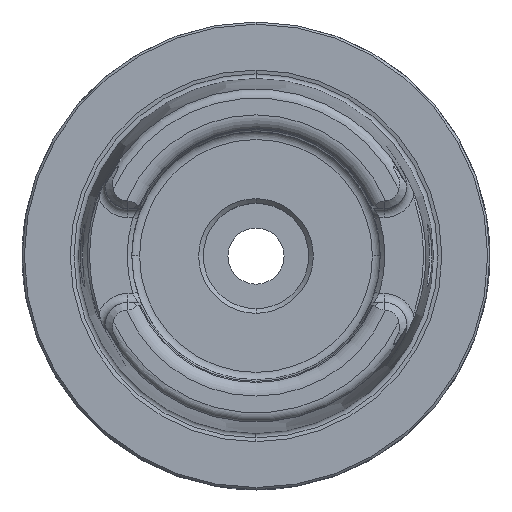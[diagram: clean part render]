
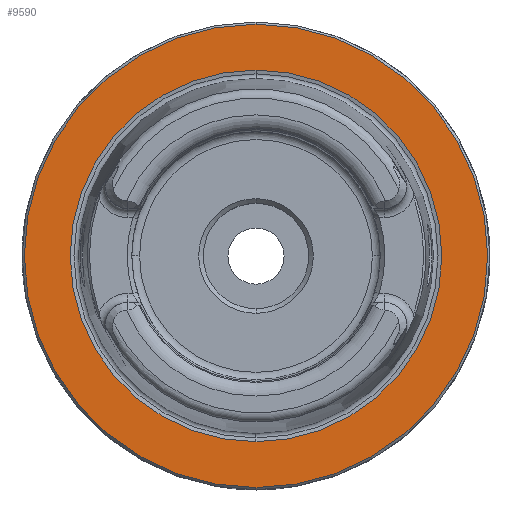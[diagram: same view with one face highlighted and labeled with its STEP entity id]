
A CAD part, top view. The second image highlights one B-rep face of the part: STEP entity #9590.
In plain terms, the highlighted planar face has unit normal (0, 0, 1).
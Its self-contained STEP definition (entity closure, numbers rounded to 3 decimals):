
#5770=EDGE_CURVE('NONE',#6644,#13642,#15985,.T.);
#6644=VERTEX_POINT('NONE',#16944);
#7426=EDGE_CURVE('NONE',#9720,#7700,#17803,.F.);
#7700=VERTEX_POINT('NONE',#18097);
#8664=EDGE_CURVE('NONE',#13642,#6644,#19145,.T.);
#8850=EDGE_CURVE('NONE',#7700,#9720,#19351,.T.);
#9590=ADVANCED_FACE('NONE',(#20149,#20150),#20151,.F.);
#9720=VERTEX_POINT('NONE',#20296);
#13642=VERTEX_POINT('NONE',#24570);
#15985=CIRCLE('',#27983,49.495);
#16944=CARTESIAN_POINT('',(0.,49.495,0.));
#17803=CIRCLE('',#32333,39.697);
#18097=CARTESIAN_POINT('',(0.,-39.697,0.));
#19145=CIRCLE('',#35677,49.495);
#19351=CIRCLE('',#36062,39.697);
#20149=FACE_OUTER_BOUND('',#38172,.T.);
#20150=FACE_BOUND('',#38173,.T.);
#20151=PLANE('',#38174);
#20296=CARTESIAN_POINT('',(0.,39.697,0.));
#24570=CARTESIAN_POINT('',(0.,-49.495,0.));
#27983=AXIS2_PLACEMENT_3D('',#53168,#53169,#53170);
#32333=AXIS2_PLACEMENT_3D('',#54996,#54997,#54998);
#35677=AXIS2_PLACEMENT_3D('',#56587,#56588,#56589);
#36062=AXIS2_PLACEMENT_3D('',#56934,#56935,#56936);
#38172=EDGE_LOOP('',(#57996,#57997));
#38173=EDGE_LOOP('',(#57998,#57999));
#38174=AXIS2_PLACEMENT_3D('',#58000,#58001,#58002);
#53168=CARTESIAN_POINT('',(0.,0.,0.));
#53169=DIRECTION('',(0.0,0.0,1.0));
#53170=DIRECTION('',(0.,-1.0,0.0));
#54996=CARTESIAN_POINT('',(0.,0.,0.));
#54997=DIRECTION('',(0.0,0.0,-1.0));
#54998=DIRECTION('',(0.,1.0,0.0));
#56587=CARTESIAN_POINT('',(0.,0.,0.));
#56588=DIRECTION('',(0.0,0.0,1.0));
#56589=DIRECTION('',(0.,-1.0,0.0));
#56934=CARTESIAN_POINT('',(0.,0.,0.));
#56935=DIRECTION('',(0.0,-0.0,1.0));
#56936=DIRECTION('',(0.,1.0,0.0));
#57996=ORIENTED_EDGE('',*,*,#8664,.T.);
#57997=ORIENTED_EDGE('',*,*,#5770,.T.);
#57998=ORIENTED_EDGE('',*,*,#7426,.F.);
#57999=ORIENTED_EDGE('',*,*,#8850,.F.);
#58000=CARTESIAN_POINT('',(0.,-38.483,0.));
#58001=DIRECTION('',(-0.0,0.0,-1.0));
#58002=DIRECTION('',(0.,-1.0,0.0));
